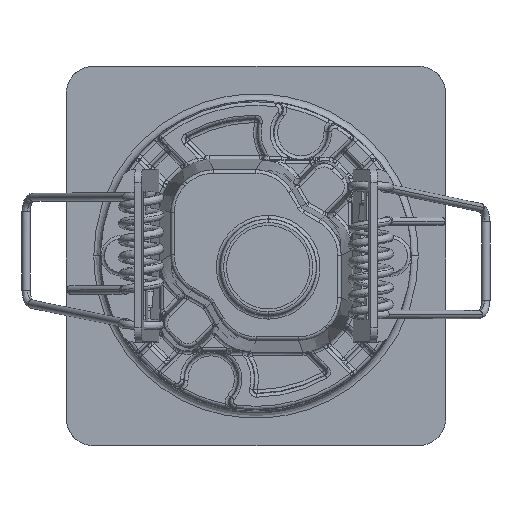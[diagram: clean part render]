
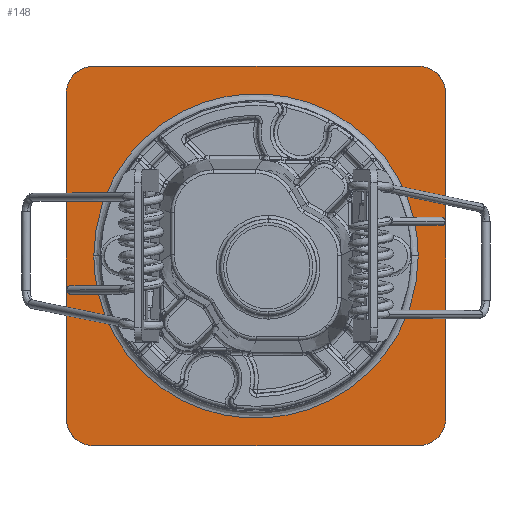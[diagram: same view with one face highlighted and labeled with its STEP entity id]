
A CAD part, top view. The second image highlights one B-rep face of the part: STEP entity #148.
In plain terms, the highlighted planar face has unit normal (0, 0, 1).
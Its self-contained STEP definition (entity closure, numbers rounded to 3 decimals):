
#148=ADVANCED_FACE('',(#945,#829),#11637,.T.);
#829=FACE_BOUND('',#1737,.T.);
#945=FACE_OUTER_BOUND('',#1736,.T.);
#1736=EDGE_LOOP('',(#3024,#3025,#3026,#3027,#3028,#3029,#3030,#3031));
#1737=EDGE_LOOP('',(#3032,#3033));
#3024=ORIENTED_EDGE('',*,*,#6442,.T.);
#3025=ORIENTED_EDGE('',*,*,#6472,.T.);
#3026=ORIENTED_EDGE('',*,*,#6439,.T.);
#3027=ORIENTED_EDGE('',*,*,#6466,.T.);
#3028=ORIENTED_EDGE('',*,*,#6440,.T.);
#3029=ORIENTED_EDGE('',*,*,#6467,.T.);
#3030=ORIENTED_EDGE('',*,*,#6441,.T.);
#3031=ORIENTED_EDGE('',*,*,#6469,.T.);
#3032=ORIENTED_EDGE('',*,*,#6500,.T.);
#3033=ORIENTED_EDGE('',*,*,#6499,.T.);
#6439=EDGE_CURVE('',#10102,#10103,#9468,.T.);
#6440=EDGE_CURVE('',#10104,#10105,#9469,.T.);
#6441=EDGE_CURVE('',#10106,#10107,#9470,.T.);
#6442=EDGE_CURVE('',#10108,#10101,#9471,.T.);
#6466=EDGE_CURVE('',#10103,#10104,#8134,.T.);
#6467=EDGE_CURVE('',#10105,#10106,#8135,.T.);
#6469=EDGE_CURVE('',#10107,#10108,#8136,.T.);
#6472=EDGE_CURVE('',#10101,#10102,#8137,.T.);
#6499=EDGE_CURVE('',#10100,#10099,#8147,.T.);
#6500=EDGE_CURVE('',#10099,#10100,#8148,.T.);
#8134=(
BOUNDED_CURVE()
B_SPLINE_CURVE(2,(#14772,#14773,#14774),.UNSPECIFIED.,.F.,.F.)
B_SPLINE_CURVE_WITH_KNOTS((3,3),(0.,6.283),.UNSPECIFIED.)
CURVE()
GEOMETRIC_REPRESENTATION_ITEM()
RATIONAL_B_SPLINE_CURVE((1.,0.707,1.))
REPRESENTATION_ITEM('')
);
#8135=(
BOUNDED_CURVE()
B_SPLINE_CURVE(2,(#14775,#14776,#14777),.UNSPECIFIED.,.F.,.F.)
B_SPLINE_CURVE_WITH_KNOTS((3,3),(0.,6.283),.UNSPECIFIED.)
CURVE()
GEOMETRIC_REPRESENTATION_ITEM()
RATIONAL_B_SPLINE_CURVE((1.,0.707,1.))
REPRESENTATION_ITEM('')
);
#8136=(
BOUNDED_CURVE()
B_SPLINE_CURVE(2,(#14780,#14781,#14782),.UNSPECIFIED.,.F.,.F.)
B_SPLINE_CURVE_WITH_KNOTS((3,3),(0.,6.283),.UNSPECIFIED.)
CURVE()
GEOMETRIC_REPRESENTATION_ITEM()
RATIONAL_B_SPLINE_CURVE((1.,0.707,1.))
REPRESENTATION_ITEM('')
);
#8137=(
BOUNDED_CURVE()
B_SPLINE_CURVE(2,(#14787,#14788,#14789),.UNSPECIFIED.,.F.,.F.)
B_SPLINE_CURVE_WITH_KNOTS((3,3),(0.,6.283),.UNSPECIFIED.)
CURVE()
GEOMETRIC_REPRESENTATION_ITEM()
RATIONAL_B_SPLINE_CURVE((1.,0.707,1.))
REPRESENTATION_ITEM('')
);
#8147=(
BOUNDED_CURVE()
B_SPLINE_CURVE(2,(#14851,#14852,#14853,#14854,#14855),.UNSPECIFIED.,.F.,
 .F.)
B_SPLINE_CURVE_WITH_KNOTS((3,2,3),(73.827,110.741,147.655),
 .UNSPECIFIED.)
CURVE()
GEOMETRIC_REPRESENTATION_ITEM()
RATIONAL_B_SPLINE_CURVE((1.,0.707,1.,0.707,1.))
REPRESENTATION_ITEM('')
);
#8148=(
BOUNDED_CURVE()
B_SPLINE_CURVE(2,(#14856,#14857,#14858,#14859,#14860),.UNSPECIFIED.,.F.,
 .F.)
B_SPLINE_CURVE_WITH_KNOTS((3,2,3),(0.,36.914,73.827),
 .UNSPECIFIED.)
CURVE()
GEOMETRIC_REPRESENTATION_ITEM()
RATIONAL_B_SPLINE_CURVE((1.,0.707,1.,0.707,1.))
REPRESENTATION_ITEM('')
);
#9468=B_SPLINE_CURVE_WITH_KNOTS('',1,(#14711,#14712),.UNSPECIFIED.,.F.,
 .F.,(2,2),(0.,47.),.UNSPECIFIED.);
#9469=B_SPLINE_CURVE_WITH_KNOTS('',1,(#14713,#14714),.UNSPECIFIED.,.F.,
 .F.,(2,2),(0.,47.),.UNSPECIFIED.);
#9470=B_SPLINE_CURVE_WITH_KNOTS('',1,(#14715,#14716),.UNSPECIFIED.,.F.,
 .F.,(2,2),(0.,47.),.UNSPECIFIED.);
#9471=B_SPLINE_CURVE_WITH_KNOTS('',1,(#14717,#14718),.UNSPECIFIED.,.F.,
 .F.,(2,2),(0.,47.),.UNSPECIFIED.);
#10099=VERTEX_POINT('',#14589);
#10100=VERTEX_POINT('',#14590);
#10101=VERTEX_POINT('',#14591);
#10102=VERTEX_POINT('',#14592);
#10103=VERTEX_POINT('',#14593);
#10104=VERTEX_POINT('',#14594);
#10105=VERTEX_POINT('',#14595);
#10106=VERTEX_POINT('',#14596);
#10107=VERTEX_POINT('',#14597);
#10108=VERTEX_POINT('',#14598);
#11637=PLANE('',#11881);
#11881=AXIS2_PLACEMENT_3D('',#14194,#12041,$);
#12041=DIRECTION('',(0.,0.,1.));
#14194=CARTESIAN_POINT('',(-33.61,-11.728,-90.406));
#14589=CARTESIAN_POINT('',(23.5,21.881,-90.406));
#14590=CARTESIAN_POINT('',(-23.5,21.881,-90.406));
#14591=CARTESIAN_POINT('',(23.5,-5.619,-90.406));
#14592=CARTESIAN_POINT('',(27.5,-1.619,-90.406));
#14593=CARTESIAN_POINT('',(27.5,45.381,-90.406));
#14594=CARTESIAN_POINT('',(23.5,49.381,-90.406));
#14595=CARTESIAN_POINT('',(-23.5,49.381,-90.406));
#14596=CARTESIAN_POINT('',(-27.5,45.381,-90.406));
#14597=CARTESIAN_POINT('',(-27.5,-1.619,-90.406));
#14598=CARTESIAN_POINT('',(-23.5,-5.619,-90.406));
#14711=CARTESIAN_POINT('',(27.5,-1.619,-90.406));
#14712=CARTESIAN_POINT('',(27.5,45.381,-90.406));
#14713=CARTESIAN_POINT('',(23.5,49.381,-90.406));
#14714=CARTESIAN_POINT('',(-23.5,49.381,-90.406));
#14715=CARTESIAN_POINT('',(-27.5,45.381,-90.406));
#14716=CARTESIAN_POINT('',(-27.5,-1.619,-90.406));
#14717=CARTESIAN_POINT('',(-23.5,-5.619,-90.406));
#14718=CARTESIAN_POINT('',(23.5,-5.619,-90.406));
#14772=CARTESIAN_POINT('',(27.5,45.381,-90.406));
#14773=CARTESIAN_POINT('',(27.5,49.381,-90.406));
#14774=CARTESIAN_POINT('',(23.5,49.381,-90.406));
#14775=CARTESIAN_POINT('',(-23.5,49.381,-90.406));
#14776=CARTESIAN_POINT('',(-27.5,49.381,-90.406));
#14777=CARTESIAN_POINT('',(-27.5,45.381,-90.406));
#14780=CARTESIAN_POINT('',(-27.5,-1.619,-90.406));
#14781=CARTESIAN_POINT('',(-27.5,-5.619,-90.406));
#14782=CARTESIAN_POINT('',(-23.5,-5.619,-90.406));
#14787=CARTESIAN_POINT('',(23.5,-5.619,-90.406));
#14788=CARTESIAN_POINT('',(27.5,-5.619,-90.406));
#14789=CARTESIAN_POINT('',(27.5,-1.619,-90.406));
#14851=CARTESIAN_POINT('',(-23.5,21.881,-90.406));
#14852=CARTESIAN_POINT('',(-23.5,45.381,-90.406));
#14853=CARTESIAN_POINT('',(0.,45.381,-90.406));
#14854=CARTESIAN_POINT('',(23.5,45.381,-90.406));
#14855=CARTESIAN_POINT('',(23.5,21.881,-90.406));
#14856=CARTESIAN_POINT('',(23.5,21.881,-90.406));
#14857=CARTESIAN_POINT('',(23.5,-1.619,-90.406));
#14858=CARTESIAN_POINT('',(0.,-1.619,-90.406));
#14859=CARTESIAN_POINT('',(-23.5,-1.619,-90.406));
#14860=CARTESIAN_POINT('',(-23.5,21.881,-90.406));
